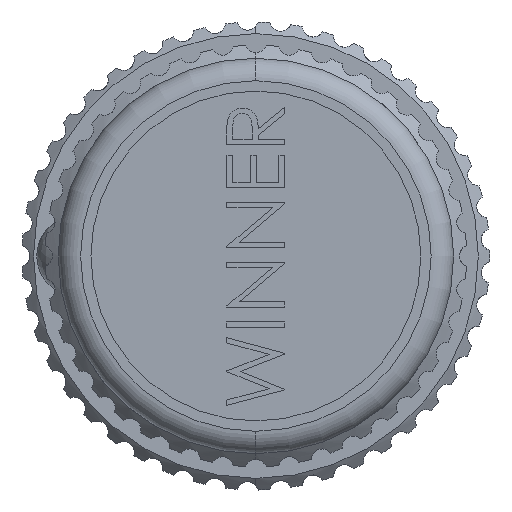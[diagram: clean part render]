
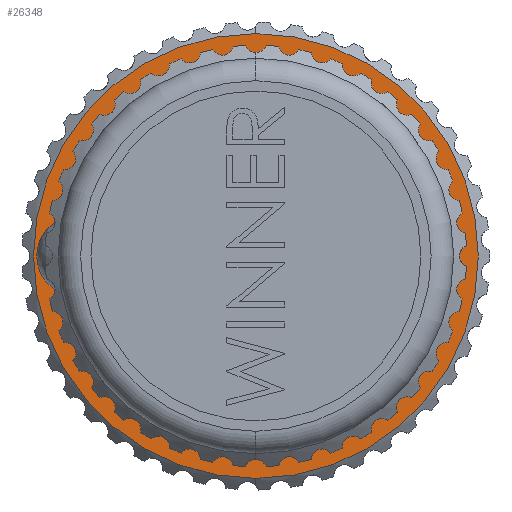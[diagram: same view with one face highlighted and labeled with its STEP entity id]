
A CAD part, left-side view. The second image highlights one B-rep face of the part: STEP entity #26348.
In plain terms, the highlighted planar face has unit normal (-1, 0, 0).
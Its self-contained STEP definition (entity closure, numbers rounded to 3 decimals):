
#1604 = CARTESIAN_POINT ( 'NONE',  ( -14.3, -0.921, 4.134 ) ) ;
#1783 = CARTESIAN_POINT ( 'NONE',  ( -14.3, 4.125, -1.112 ) ) ;
#2456 = CARTESIAN_POINT ( 'NONE',  ( -14.3, 0.646, -4.563 ) ) ;
#3647 = CARTESIAN_POINT ( 'NONE',  ( -14.3, -3.822, 2.355 ) ) ;
#3818 = CARTESIAN_POINT ( 'NONE',  ( -14.3, -4.546, -1.194 ) ) ;
#3915 = CARTESIAN_POINT ( 'NONE',  ( -14.3, 1.773, 3.635 ) ) ;
#4013 = CARTESIAN_POINT ( 'NONE',  ( -14.3, -0.995, -4.594 ) ) ;
#4057 = FACE_OUTER_BOUND ( 'NONE', #24997, .T. ) ;
#4153 = CARTESIAN_POINT ( 'NONE',  ( -14.3, 0., -15.3 ) ) ;
#4280 = EDGE_CURVE ( 'NONE', #19049, #12223, #28182, .T. ) ;
#4496 = CARTESIAN_POINT ( 'NONE',  ( -14.3, 3.623, -2.429 ) ) ;
#4598 = CARTESIAN_POINT ( 'NONE',  ( -14.3, 2.169, -3.945 ) ) ;
#4989 = VERTEX_POINT ( 'NONE', #4153 ) ;
#5118 = CIRCLE ( 'NONE', #22937, 15.3 ) ;
#5779 = CARTESIAN_POINT ( 'NONE',  ( -14.3, -3.192, 3.045 ) ) ;
#5866 = CARTESIAN_POINT ( 'NONE',  ( -14.3, -2.031, 3.808 ) ) ;
#6026 = VERTEX_POINT ( 'NONE', #10322 ) ;
#6048 = CARTESIAN_POINT ( 'NONE',  ( -14.3, -4.639, -0.275 ) ) ;
#6138 = CARTESIAN_POINT ( 'NONE',  ( -14.3, 3.036, 2.591 ) ) ;
#6230 = CARTESIAN_POINT ( 'NONE',  ( -14.3, 2.551, -3.671 ) ) ;
#7997 = CARTESIAN_POINT ( 'NONE',  ( -14.3, -0.223, 4.183 ) ) ;
#8087 = CARTESIAN_POINT ( 'NONE',  ( -14.3, -1.598, 3.974 ) ) ;
#8354 = CARTESIAN_POINT ( 'NONE',  ( -14.3, 0.701, 4.068 ) ) ;
#8458 = CARTESIAN_POINT ( 'NONE',  ( -14.3, 4.073, -1.341 ) ) ;
#9241 = CARTESIAN_POINT ( 'NONE',  ( -14.3, 3.93, -1.789 ) ) ;
#9708 = EDGE_CURVE ( 'NONE', #19049, #6026, #23252, .T. ) ;
#9746 = EDGE_CURVE ( 'NONE', #6026, #12223, #25268, .T. ) ;
#10121 = DIRECTION ( 'NONE',  ( 0., 0., 1. ) ) ;
#10240 = CARTESIAN_POINT ( 'NONE',  ( -14.3, 0.469, 4.118 ) ) ;
#10322 = CARTESIAN_POINT ( 'NONE',  ( -14.3, 2.68, 2.902 ) ) ;
#10326 = CARTESIAN_POINT ( 'NONE',  ( -14.3, -2.243, 3.706 ) ) ;
#10501 = CARTESIAN_POINT ( 'NONE',  ( -14.3, -3.36, 2.882 ) ) ;
#10602 = CARTESIAN_POINT ( 'NONE',  ( -14.3, -2.645, 3.472 ) ) ;
#10696 = CARTESIAN_POINT ( 'NONE',  ( -14.3, 3.221, -3.008 ) ) ;
#11170 = ORIENTED_EDGE ( 'NONE', *, *, #9746, .F. ) ;
#11674 = AXIS2_PLACEMENT_3D ( 'NONE', #12376, #27790, #25775 ) ;
#11924 = EDGE_LOOP ( 'NONE', ( #11170, #19883, #20879 ) ) ;
#12223 = VERTEX_POINT ( 'NONE', #16584 ) ;
#12273 = VERTEX_POINT ( 'NONE', #23034 ) ;
#12365 = CARTESIAN_POINT ( 'NONE',  ( -14.3, 3.727, 1.638 ) ) ;
#12376 = CARTESIAN_POINT ( 'NONE',  ( -14.3, 0., 5.05 ) ) ;
#12446 = CARTESIAN_POINT ( 'NONE',  ( -14.3, 2.68, 2.902 ) ) ;
#12506 = AXIS2_PLACEMENT_3D ( 'NONE', #21054, #27525, #19296 ) ;
#12639 = CARTESIAN_POINT ( 'NONE',  ( -14.3, -4.631, -0.04 ) ) ;
#12726 = CARTESIAN_POINT ( 'NONE',  ( -14.3, 4.068, 0.758 ) ) ;
#13388 = EDGE_CURVE ( 'NONE', #12273, #4989, #28380, .T. ) ;
#13486 = CARTESIAN_POINT ( 'NONE',  ( -14.3, 0.878, -4.509 ) ) ;
#14017 = ORIENTED_EDGE ( 'NONE', *, *, #13388, .T. ) ;
#14571 = CARTESIAN_POINT ( 'NONE',  ( -14.3, 2.346, 3.23 ) ) ;
#14932 = CARTESIAN_POINT ( 'NONE',  ( -14.3, 4.161, 0.296 ) ) ;
#15120 = CARTESIAN_POINT ( 'NONE',  ( -14.3, 3.5, -2.629 ) ) ;
#15709 = CARTESIAN_POINT ( 'NONE',  ( -14.3, 3.065, -3.189 ) ) ;
#16584 = CARTESIAN_POINT ( 'NONE',  ( -14.3, -0.995, -4.594 ) ) ;
#16802 = CARTESIAN_POINT ( 'NONE',  ( -14.3, 2.866, 2.754 ) ) ;
#16888 = CARTESIAN_POINT ( 'NONE',  ( -14.3, -4.591, -0.967 ) ) ;
#16975 = CARTESIAN_POINT ( 'NONE',  ( -14.3, 3.485, 2.043 ) ) ;
#17067 = CARTESIAN_POINT ( 'NONE',  ( -14.3, 2.52, 3.074 ) ) ;
#17166 = CARTESIAN_POINT ( 'NONE',  ( -14.3, 1.973, 3.51 ) ) ;
#17253 = CARTESIAN_POINT ( 'NONE',  ( -14.3, 1.964, -4.069 ) ) ;
#19049 = VERTEX_POINT ( 'NONE', #26758 ) ;
#19250 = CARTESIAN_POINT ( 'NONE',  ( -14.3, 3.345, 2.237 ) ) ;
#19296 = DIRECTION ( 'NONE',  ( 0., 1., 0. ) ) ;
#19333 = CARTESIAN_POINT ( 'NONE',  ( -14.3, 4.203, -0.407 ) ) ;
#19433 = CARTESIAN_POINT ( 'NONE',  ( -14.3, -0.055, -4.669 ) ) ;
#19735 = CARTESIAN_POINT ( 'NONE',  ( -14.3, 0., 0. ) ) ;
#19883 = ORIENTED_EDGE ( 'NONE', *, *, #9708, .F. ) ;
#20011 = CARTESIAN_POINT ( 'NONE',  ( -14.3, -0.525, -4.665 ) ) ;
#20879 = ORIENTED_EDGE ( 'NONE', *, *, #4280, .T. ) ;
#21054 = CARTESIAN_POINT ( 'NONE',  ( -14.3, 0., 0. ) ) ;
#21121 = PLANE ( 'NONE',  #11674 ) ;
#21295 = CARTESIAN_POINT ( 'NONE',  ( -14.3, -4.438, 1.103 ) ) ;
#21409 = ORIENTED_EDGE ( 'NONE', *, *, #26908, .T. ) ;
#21454 = DIRECTION ( 'NONE',  ( -1., 0., 0. ) ) ;
#21472 = CARTESIAN_POINT ( 'NONE',  ( -14.3, 3.83, 1.426 ) ) ;
#21577 = CARTESIAN_POINT ( 'NONE',  ( -14.3, 4.19, -0.646 ) ) ;
#22254 = CARTESIAN_POINT ( 'NONE',  ( -14.3, 1.326, -4.368 ) ) ;
#22364 = FACE_BOUND ( 'NONE', #11924, .T. ) ;
#22444 = CARTESIAN_POINT ( 'NONE',  ( -14.3, 1.543, -4.28 ) ) ;
#22937 = AXIS2_PLACEMENT_3D ( 'NONE', #23336, #21454, #10121 ) ;
#23034 = CARTESIAN_POINT ( 'NONE',  ( -14.3, 0., 15.3 ) ) ;
#23252 = B_SPLINE_CURVE_WITH_KNOTS ( 'NONE', 3,
 ( #3818, #16888, #23799, #6048, #12639, #23711, #21295, #27773, #3647, #10501, #5779, #23440, #10602, #10326, #5866, #8087, #25669, #1604, #27950, #7997, #23527, #10240, #8354, #23621, #28037, #3915, #17166, #14571, #17067, #12446 ),
 .UNSPECIFIED., .F., .F.,
 ( 4, 2, 2, 2, 2, 2, 2, 2, 2, 2, 2, 2, 2, 2, 4 ),
 ( 0., 0.001, 0.002, 0.003, 0.005, 0.005, 0.006, 0.007, 0.007, 0.008, 0.009, 0.009, 0.01, 0.011, 0.011 ),
 .UNSPECIFIED. ) ;
#23336 = CARTESIAN_POINT ( 'NONE',  ( -14.3, 0., 0. ) ) ;
#23440 = CARTESIAN_POINT ( 'NONE',  ( -14.3, -2.835, 3.339 ) ) ;
#23527 = CARTESIAN_POINT ( 'NONE',  ( -14.3, 0.008, 4.174 ) ) ;
#23621 = CARTESIAN_POINT ( 'NONE',  ( -14.3, 1.145, 3.932 ) ) ;
#23711 = CARTESIAN_POINT ( 'NONE',  ( -14.3, -4.556, 0.655 ) ) ;
#23799 = CARTESIAN_POINT ( 'NONE',  ( -14.3, -4.618, -0.737 ) ) ;
#24386 = CARTESIAN_POINT ( 'NONE',  ( -14.3, 3.839, -2.01 ) ) ;
#24997 = EDGE_LOOP ( 'NONE', ( #21409, #14017 ) ) ;
#25268 = B_SPLINE_CURVE_WITH_KNOTS ( 'NONE', 3,
 ( #25845, #16802, #6138, #19250, #16975, #12365, #21472, #25930, #12726, #14932, #27864, #19333, #21577, #1783, #8458, #9241, #24386, #4496, #15120, #10696, #15709, #26128, #6230, #4598, #17253, #22444, #22254, #13486, #2456, #19433, #20011, #4013 ),
 .UNSPECIFIED., .F., .F.,
 ( 4, 2, 2, 2, 2, 2, 2, 2, 2, 2, 2, 2, 2, 2, 2, 4 ),
 ( 0., 0.001, 0.001, 0.002, 0.003, 0.004, 0.004, 0.005, 0.006, 0.006, 0.007, 0.008, 0.008, 0.009, 0.01, 0.011 ),
 .UNSPECIFIED. ) ;
#25669 = CARTESIAN_POINT ( 'NONE',  ( -14.3, -1.376, 4.039 ) ) ;
#25775 = DIRECTION ( 'NONE',  ( 0., 0., 1. ) ) ;
#25845 = CARTESIAN_POINT ( 'NONE',  ( -14.3, 2.68, 2.902 ) ) ;
#25930 = CARTESIAN_POINT ( 'NONE',  ( -14.3, 4., 0.987 ) ) ;
#26128 = CARTESIAN_POINT ( 'NONE',  ( -14.3, 2.73, -3.52 ) ) ;
#26141 = DIRECTION ( 'NONE',  ( -1., 0., 0. ) ) ;
#26256 = AXIS2_PLACEMENT_3D ( 'NONE', #19735, #26141, #28330 ) ;
#26348 = ADVANCED_FACE ( 'NONE', ( #22364, #4057 ), #21121, .T. ) ;
#26758 = CARTESIAN_POINT ( 'NONE',  ( -14.3, -4.546, -1.194 ) ) ;
#26908 = EDGE_CURVE ( 'NONE', #4989, #12273, #5118, .T. ) ;
#27525 = DIRECTION ( 'NONE',  ( 1., 0., 0. ) ) ;
#27773 = CARTESIAN_POINT ( 'NONE',  ( -14.3, -4.066, 1.963 ) ) ;
#27790 = DIRECTION ( 'NONE',  ( -1., 0., 0. ) ) ;
#27864 = CARTESIAN_POINT ( 'NONE',  ( -14.3, 4.188, 0.063 ) ) ;
#27950 = CARTESIAN_POINT ( 'NONE',  ( -14.3, -0.686, 4.163 ) ) ;
#28037 = CARTESIAN_POINT ( 'NONE',  ( -14.3, 1.359, 3.846 ) ) ;
#28182 = CIRCLE ( 'NONE', #12506, 4.7 ) ;
#28330 = DIRECTION ( 'NONE',  ( 0., 0., 1. ) ) ;
#28380 = CIRCLE ( 'NONE', #26256, 15.3 ) ;
